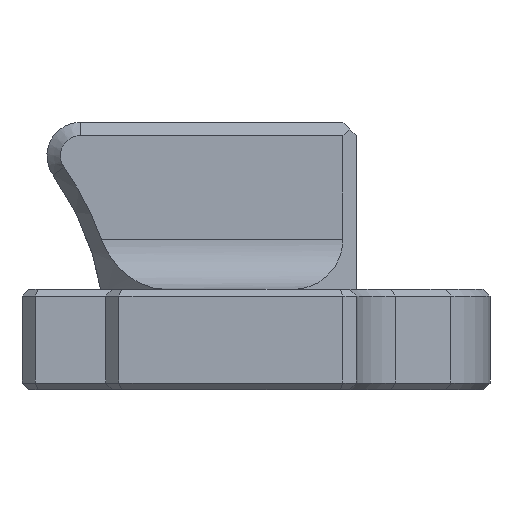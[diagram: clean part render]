
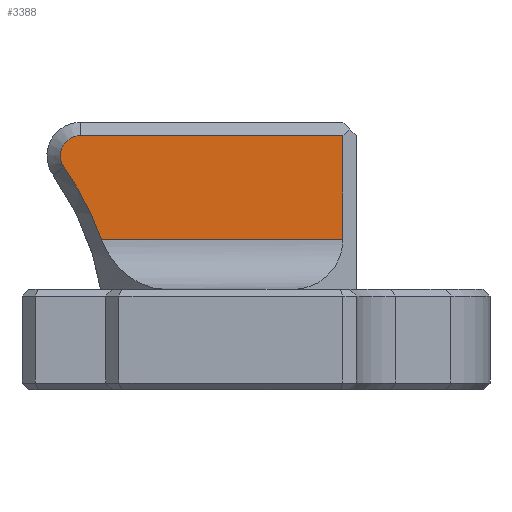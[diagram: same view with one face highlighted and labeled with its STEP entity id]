
A CAD part, front view. The second image highlights one B-rep face of the part: STEP entity #3388.
In plain terms, the highlighted planar face has unit normal (0, -1, 0).
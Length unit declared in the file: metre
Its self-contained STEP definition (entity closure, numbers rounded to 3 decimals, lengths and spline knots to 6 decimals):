
#95=CIRCLE('',#3669,0.0089);
#96=CIRCLE('',#3670,0.0006);
#281=LINE('',#5364,#696);
#282=LINE('',#5366,#697);
#283=LINE('',#5368,#698);
#696=VECTOR('',#4118,1.);
#697=VECTOR('',#4119,1.);
#698=VECTOR('',#4120,1.);
#1180=ORIENTED_EDGE('',*,*,#2154,.T.);
#1181=ORIENTED_EDGE('',*,*,#2155,.T.);
#1182=ORIENTED_EDGE('',*,*,#2156,.T.);
#1183=ORIENTED_EDGE('',*,*,#2157,.T.);
#1184=ORIENTED_EDGE('',*,*,#2158,.T.);
#2154=EDGE_CURVE('',#2629,#2630,#95,.T.);
#2155=EDGE_CURVE('',#2630,#2631,#281,.F.);
#2156=EDGE_CURVE('',#2631,#2632,#282,.T.);
#2157=EDGE_CURVE('',#2632,#2633,#283,.T.);
#2158=EDGE_CURVE('',#2633,#2629,#96,.F.);
#2629=VERTEX_POINT('',#5362);
#2630=VERTEX_POINT('',#5363);
#2631=VERTEX_POINT('',#5365);
#2632=VERTEX_POINT('',#5367);
#2633=VERTEX_POINT('',#5369);
#2829=EDGE_LOOP('',(#1180,#1181,#1182,#1183,#1184));
#3038=FACE_BOUND('',#2829,.T.);
#3234=PLANE('',#3668);
#3388=ADVANCED_FACE('',(#3038),#3234,.F.);
#3668=AXIS2_PLACEMENT_3D('',#5360,#4114,#4115);
#3669=AXIS2_PLACEMENT_3D('',#5361,#4116,#4117);
#3670=AXIS2_PLACEMENT_3D('',#5370,#4121,#4122);
#4114=DIRECTION('',(0.,1.,0.));
#4115=DIRECTION('',(-1.,0.,0.));
#4116=DIRECTION('',(0.,1.,0.));
#4117=DIRECTION('',(-1.,0.,0.));
#4118=DIRECTION('',(-1.,0.,0.));
#4119=DIRECTION('',(0.,0.,1.));
#4120=DIRECTION('',(-1.,0.,0.));
#4121=DIRECTION('',(0.,1.,0.));
#4122=DIRECTION('',(-1.,0.,0.));
#5360=CARTESIAN_POINT('',(0.,0.01475,0.008));
#5361=CARTESIAN_POINT('',(-0.0085,0.01475,0.0015));
#5362=CARTESIAN_POINT('',(-0.001243,0.01475,0.006653));
#5363=CARTESIAN_POINT('',(-0.000121,0.01475,0.0045));
#5364=CARTESIAN_POINT('',(0.0071,0.01475,0.0045));
#5365=CARTESIAN_POINT('',(0.0071,0.01475,0.0045));
#5366=CARTESIAN_POINT('',(0.0071,0.01475,0.008));
#5367=CARTESIAN_POINT('',(0.0071,0.01475,0.0076));
#5368=CARTESIAN_POINT('',(-0.000754,0.01475,0.0076));
#5369=CARTESIAN_POINT('',(-0.000754,0.01475,0.0076));
#5370=CARTESIAN_POINT('',(-0.000754,0.01475,0.007));
